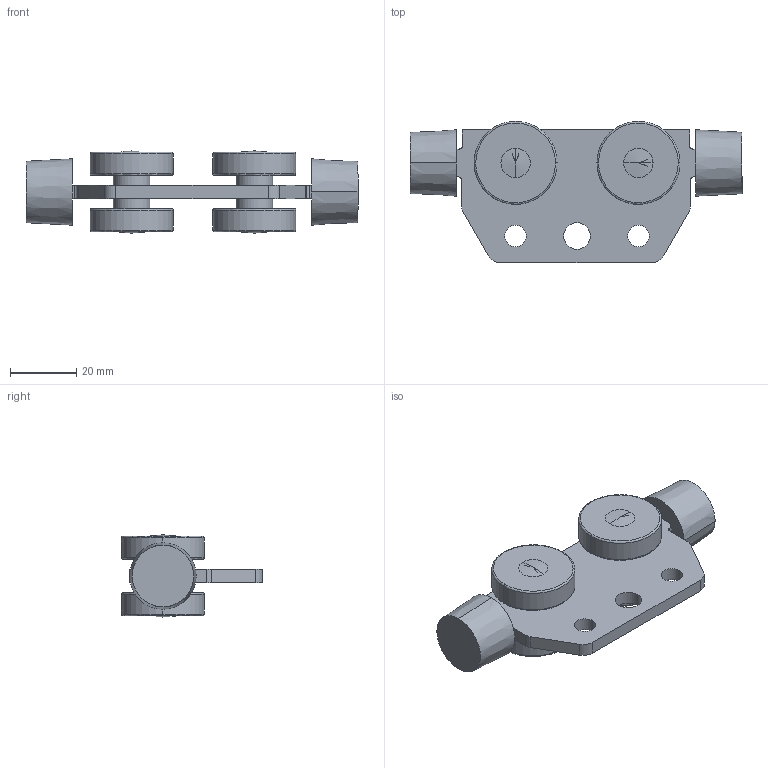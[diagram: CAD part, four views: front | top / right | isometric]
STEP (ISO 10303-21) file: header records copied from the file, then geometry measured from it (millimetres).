
FILE_DESCRIPTION (( 'STEP AP214' ), '1' );
FILE_NAME ('0020559.step', '2023-02-17T13:38:13', ( '' ), ( '' ), 'SwSTEP 2.0', 'SolidWorks 2020', '' );
FILE_SCHEMA (( 'AUTOMOTIVE_DESIGN' ));
Length unit declared in the file: millimetre
Products named in the file (1): 0020559
Bounding box: 100 x 42.5 x 24.8 mm (x, y, z)
Volume: 32905.7 mm3; surface area: 16321.7 mm2
Topology: 1 solids, 3 shells, 132 faces, 326 edges, 204 vertices
Faces by surface type: cylinder 54, plane 34, cone 28, bspline 16
Entity records: 5596 total; most frequent: CARTESIAN_POINT 1015, DIRECTION 680, ORIENTED_EDGE 636, EDGE_CURVE 318, AXIS2_PLACEMENT_3D 277, VERTEX_POINT 204, CIRCLE 160, EDGE_LOOP 156
